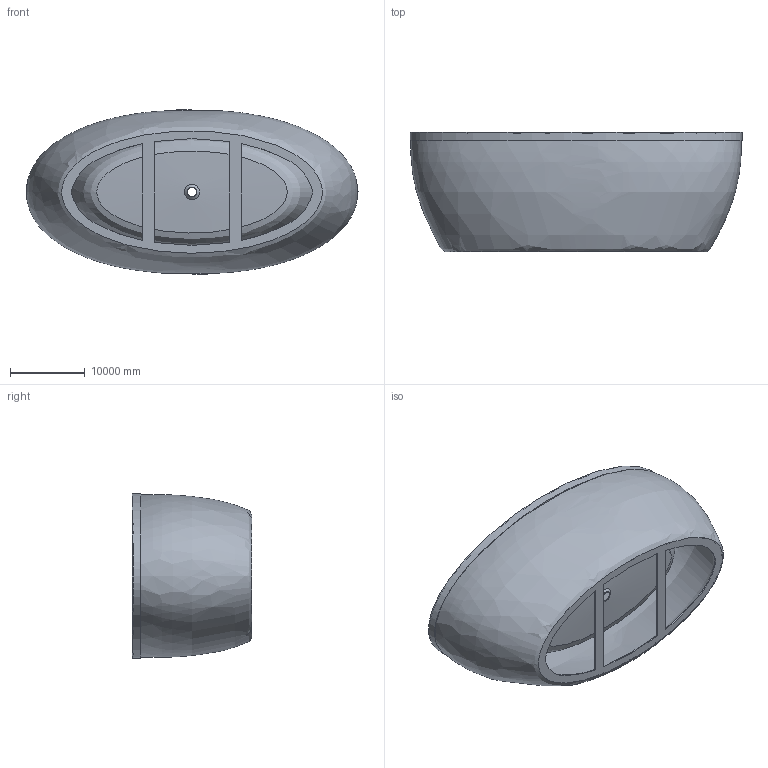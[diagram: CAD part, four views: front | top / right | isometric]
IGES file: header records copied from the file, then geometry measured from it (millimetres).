
Global section: file name: 3890; native system: AutoCAD 2016 - English; preprocessor: Autodesk Translation Framework DWG producer (atf_dwg_producer); organization: unknown; date: 20170508.103834; units: inch
Bounding box: 44450 x 16002 x 22038.58 mm (x, y, z)
Volume: 472593944138.4 mm3; surface area: 6599705911.8 mm2
Topology: 3 solids, 3 shells, 36 faces, 93 edges, 64 vertices
Faces by surface type: bspline 36
